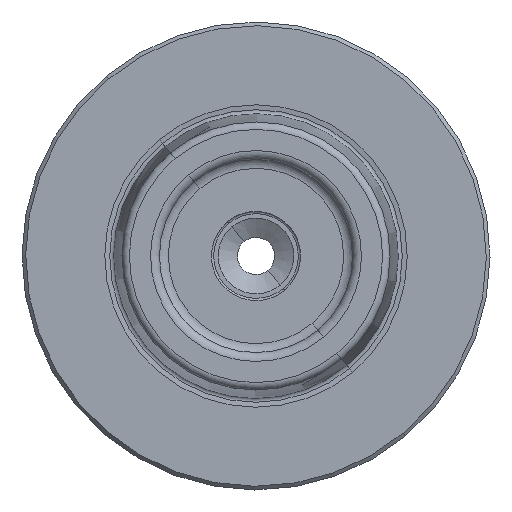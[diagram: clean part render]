
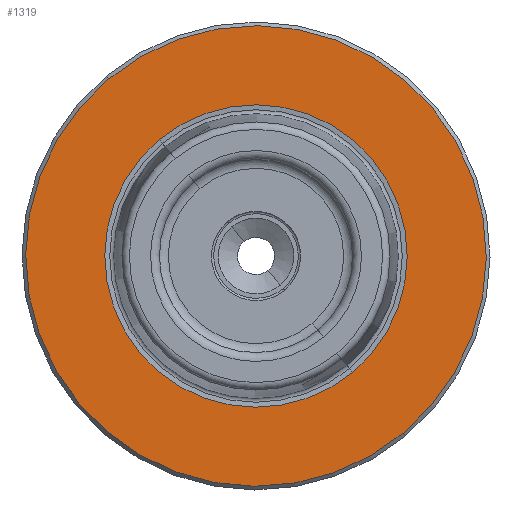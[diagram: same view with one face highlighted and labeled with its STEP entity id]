
A CAD part, left-side view. The second image highlights one B-rep face of the part: STEP entity #1319.
In plain terms, the highlighted planar face has unit normal (-1, 0, 0).
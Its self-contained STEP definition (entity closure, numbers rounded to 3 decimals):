
#1257=CARTESIAN_POINT('',(0.,0.,-20.358));
#1258=VERTEX_POINT('',#1257);
#1265=CARTESIAN_POINT('',(0.,-0.,20.358));
#1266=VERTEX_POINT('',#1265);
#1267=CARTESIAN_POINT('',(0.,0.,0.));
#1268=DIRECTION('',(-1.,0.,0.));
#1269=DIRECTION('',(0.,0.,1.));
#1270=AXIS2_PLACEMENT_3D('',#1267,#1268,#1269);
#1271=CIRCLE('',#1270,20.358);
#1272=EDGE_CURVE('',#1258,#1266,#1271,.T.);
#1284=CARTESIAN_POINT('',(0.,0.,20.358));
#1285=DIRECTION('',(1.,0.,0.));
#1286=DIRECTION('',(0.,0.,-1.));
#1287=AXIS2_PLACEMENT_3D('',#1284,#1285,#1286);
#1288=PLANE('',#1287);
#1289=ORIENTED_EDGE('',*,*,#1272,.F.);
#1290=CARTESIAN_POINT('',(0.,0.,0.));
#1291=DIRECTION('',(-1.,0.,0.));
#1292=DIRECTION('',(0.,0.,1.));
#1293=AXIS2_PLACEMENT_3D('',#1290,#1291,#1292);
#1294=CIRCLE('',#1293,20.358);
#1295=EDGE_CURVE('',#1266,#1258,#1294,.T.);
#1296=ORIENTED_EDGE('',*,*,#1295,.F.);
#1297=EDGE_LOOP('',(#1289,#1296));
#1298=FACE_BOUND('',#1297,.T.);
#1299=CARTESIAN_POINT('',(-0.,-0.,31.));
#1300=VERTEX_POINT('',#1299);
#1301=CARTESIAN_POINT('',(-0.,0.,-31.));
#1302=VERTEX_POINT('',#1301);
#1303=CARTESIAN_POINT('',(0.,0.,0.));
#1304=DIRECTION('',(-1.,0.,0.));
#1305=DIRECTION('',(0.,0.,1.));
#1306=AXIS2_PLACEMENT_3D('',#1303,#1304,#1305);
#1307=CIRCLE('',#1306,31.);
#1308=EDGE_CURVE('',#1300,#1302,#1307,.T.);
#1309=ORIENTED_EDGE('',*,*,#1308,.T.);
#1310=CARTESIAN_POINT('',(0.,0.,0.));
#1311=DIRECTION('',(-1.,0.,0.));
#1312=DIRECTION('',(0.,0.,1.));
#1313=AXIS2_PLACEMENT_3D('',#1310,#1311,#1312);
#1314=CIRCLE('',#1313,31.);
#1315=EDGE_CURVE('',#1302,#1300,#1314,.T.);
#1316=ORIENTED_EDGE('',*,*,#1315,.T.);
#1317=EDGE_LOOP('',(#1309,#1316));
#1318=FACE_BOUND('',#1317,.T.);
#1319=ADVANCED_FACE('',(#1298,#1318),#1288,.F.);
